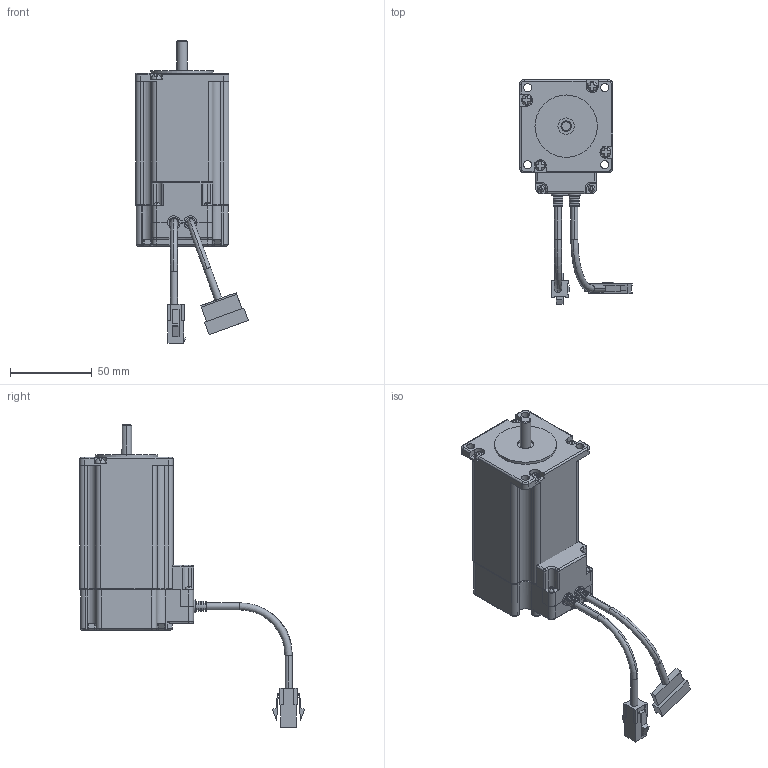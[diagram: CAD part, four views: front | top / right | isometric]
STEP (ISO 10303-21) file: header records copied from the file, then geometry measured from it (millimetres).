
FILE_DESCRIPTION (( 'STEP AP203' ), '1' );
FILE_NAME ('EzM-56L Assembly_091218.STEP', '2013-11-19T08:22:33', ( '' ), ( '' ), 'SwSTEP 2.0', 'SolidWorks 2012', '' );
FILE_SCHEMA (( 'CONFIG_CONTROL_DESIGN' ));
Length unit declared in the file: millimetre
Products named in the file (9): EzM-56L Assembly_091218; MainEzM-56L-assembly-1; Mainconnector_e-1-7; Maincable-1-4; MainM3-screw-1-3; MainEncoder_Mounting_Plate-1-4; MainEZSV_56_Encoder_Cover-1-4; MainEZSV_56_Cable_Cover-1-4; MainEzM-56L-1
Assembly tree (15 placements, depth 3):
  EzM-56L Assembly_091218
    MainEzM-56L-assembly-1
      MainEzM-56L-1
      MainEZSV_56_Cable_Cover-1-4
      MainEZSV_56_Encoder_Cover-1-4
      MainEncoder_Mounting_Plate-1-4
      MainM3-screw-1-3  x8
      Maincable-1-4
      Mainconnector_e-1-7
Bounding box: 68.99 x 137.14 x 185 mm (x, y, z)
Volume: 265889.4 mm3; surface area: 58741.4 mm2
Topology: 14 solids, 14 shells, 960 faces, 2579 edges, 1668 vertices
Faces by surface type: plane 520, cylinder 352, bspline 34, sphere 28, torus 20, cone 6
Entity records: 28427 total; most frequent: CARTESIAN_POINT 7527, ORIENTED_EDGE 4198, DIRECTION 4061, EDGE_CURVE 2099, AXIS2_PLACEMENT_3D 1435, VERTEX_POINT 1364, VECTOR 1191, LINE 1191
